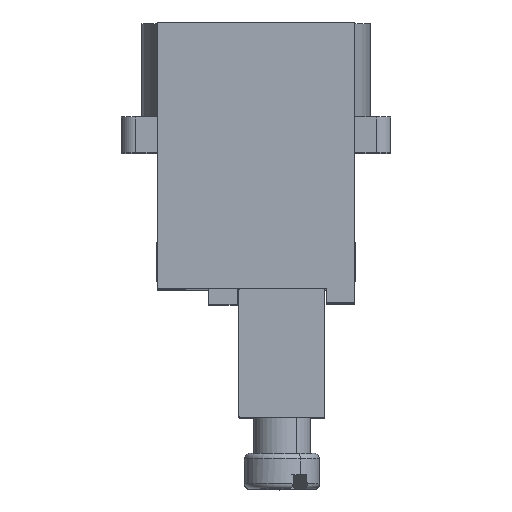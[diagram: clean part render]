
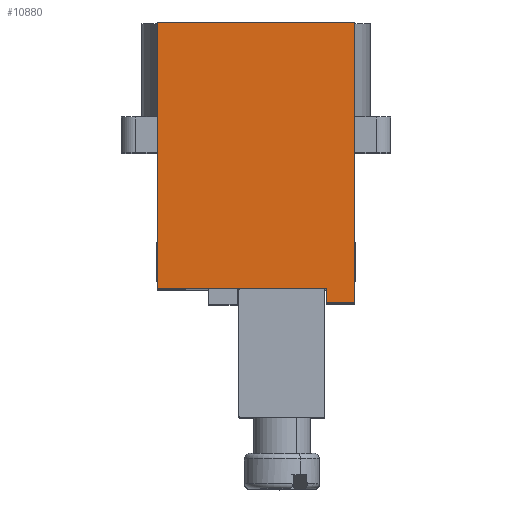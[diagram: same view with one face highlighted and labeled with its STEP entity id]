
A CAD part, top view. The second image highlights one B-rep face of the part: STEP entity #10880.
In plain terms, the highlighted face is planar.
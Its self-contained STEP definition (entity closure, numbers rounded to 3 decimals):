
#514 = DIRECTION ( 'NONE',  ( 0., 0., -1. ) ) ;
#906 = CARTESIAN_POINT ( 'NONE',  ( -34.5, 19.6, -6.9 ) ) ;
#997 = VERTEX_POINT ( 'NONE', #11018 ) ;
#1122 = LINE ( 'NONE', #12689, #8098 ) ;
#1675 = PLANE ( 'NONE',  #5011 ) ;
#1756 = EDGE_LOOP ( 'NONE', ( #14103, #12382, #14434, #13051, #4307, #3158 ) ) ;
#1804 = DIRECTION ( 'NONE',  ( 0., -1., 0. ) ) ;
#2417 = CARTESIAN_POINT ( 'NONE',  ( -34.5, 19.6, -4.9 ) ) ;
#2627 = EDGE_CURVE ( 'NONE', #3830, #5216, #14130, .T. ) ;
#2990 = LINE ( 'NONE', #13630, #13572 ) ;
#3100 = VERTEX_POINT ( 'NONE', #10839 ) ;
#3147 = FACE_OUTER_BOUND ( 'NONE', #1756, .T. ) ;
#3158 = ORIENTED_EDGE ( 'NONE', *, *, #12820, .F. ) ;
#3645 = CARTESIAN_POINT ( 'NONE',  ( -34.5, 0., -6.9 ) ) ;
#3830 = VERTEX_POINT ( 'NONE', #906 ) ;
#4046 = DIRECTION ( 'NONE',  ( 1., 0., 0. ) ) ;
#4279 = DIRECTION ( 'NONE',  ( 0., 0., 1. ) ) ;
#4307 = ORIENTED_EDGE ( 'NONE', *, *, #10428, .F. ) ;
#4692 = LINE ( 'NONE', #2417, #5233 ) ;
#5011 = AXIS2_PLACEMENT_3D ( 'NONE', #12405, #4046, #514 ) ;
#5216 = VERTEX_POINT ( 'NONE', #3645 ) ;
#5233 = VECTOR ( 'NONE', #11680, 1000. ) ;
#6612 = DIRECTION ( 'NONE',  ( 0., 0., -1. ) ) ;
#6771 = VERTEX_POINT ( 'NONE', #8615 ) ;
#7083 = EDGE_CURVE ( 'NONE', #13932, #3100, #7505, .T. ) ;
#7160 = DIRECTION ( 'NONE',  ( 0., 0., -1. ) ) ;
#7505 = LINE ( 'NONE', #12221, #12981 ) ;
#8098 = VECTOR ( 'NONE', #6612, 1000. ) ;
#8198 = VECTOR ( 'NONE', #7160, 1000. ) ;
#8615 = CARTESIAN_POINT ( 'NONE',  ( -34.5, 18.6, -4.9 ) ) ;
#8911 = VECTOR ( 'NONE', #9432, 1000. ) ;
#9432 = DIRECTION ( 'NONE',  ( 0., -1., 0. ) ) ;
#9789 = EDGE_CURVE ( 'NONE', #3100, #5216, #1122, .T. ) ;
#10423 = CARTESIAN_POINT ( 'NONE',  ( -34.5, 0., -6.9 ) ) ;
#10428 = EDGE_CURVE ( 'NONE', #997, #6771, #4692, .T. ) ;
#10839 = CARTESIAN_POINT ( 'NONE',  ( -34.5, 0., 6.9 ) ) ;
#10880 = ADVANCED_FACE ( 'NONE', ( #3147 ), #1675, .F. ) ;
#11018 = CARTESIAN_POINT ( 'NONE',  ( -34.5, 19.6, -4.9 ) ) ;
#11680 = DIRECTION ( 'NONE',  ( 0., -1., 0. ) ) ;
#11873 = LINE ( 'NONE', #13864, #8198 ) ;
#12221 = CARTESIAN_POINT ( 'NONE',  ( -34.5, 0., 6.9 ) ) ;
#12382 = ORIENTED_EDGE ( 'NONE', *, *, #9789, .F. ) ;
#12405 = CARTESIAN_POINT ( 'NONE',  ( -34.5, 0., 6.9 ) ) ;
#12689 = CARTESIAN_POINT ( 'NONE',  ( -34.5, 0., 6.9 ) ) ;
#12820 = EDGE_CURVE ( 'NONE', #3830, #997, #2990, .T. ) ;
#12981 = VECTOR ( 'NONE', #1804, 1000. ) ;
#13051 = ORIENTED_EDGE ( 'NONE', *, *, #13680, .T. ) ;
#13572 = VECTOR ( 'NONE', #4279, 1000. ) ;
#13630 = CARTESIAN_POINT ( 'NONE',  ( -34.5, 19.6, -6.9 ) ) ;
#13680 = EDGE_CURVE ( 'NONE', #13932, #6771, #11873, .T. ) ;
#13864 = CARTESIAN_POINT ( 'NONE',  ( -34.5, 18.6, 6.9 ) ) ;
#13932 = VERTEX_POINT ( 'NONE', #14599 ) ;
#14103 = ORIENTED_EDGE ( 'NONE', *, *, #2627, .T. ) ;
#14130 = LINE ( 'NONE', #10423, #8911 ) ;
#14434 = ORIENTED_EDGE ( 'NONE', *, *, #7083, .F. ) ;
#14599 = CARTESIAN_POINT ( 'NONE',  ( -34.5, 18.6, 6.9 ) ) ;
